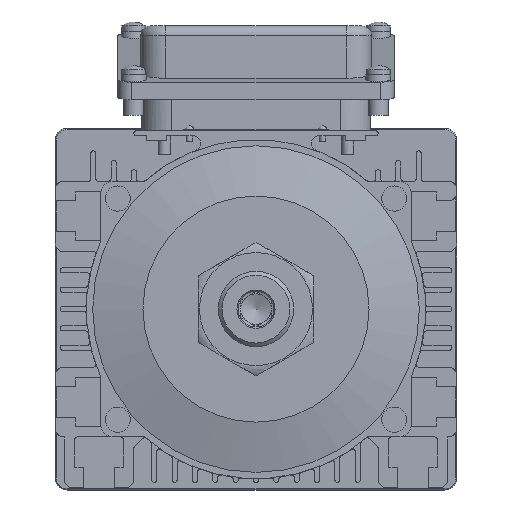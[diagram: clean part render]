
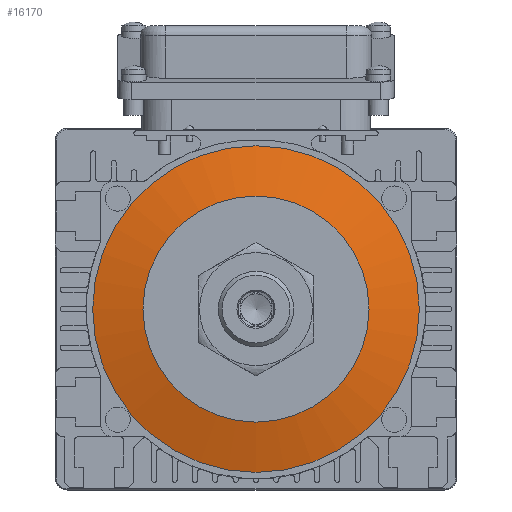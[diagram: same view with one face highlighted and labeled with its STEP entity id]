
A CAD part, front view. The second image highlights one B-rep face of the part: STEP entity #16170.
In plain terms, the highlighted conical face has half-angle 75.964 degrees and reference radius 45 mm.
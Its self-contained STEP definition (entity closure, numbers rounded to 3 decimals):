
#279=CONICAL_SURFACE('',#17297,45.,1.326);
#601=CIRCLE('',#17287,65.);
#606=CIRCLE('',#17296,45.);
#1117=VERTEX_POINT('',#23036);
#1122=VERTEX_POINT('',#23050);
#6507=EDGE_CURVE('',#1117,#1117,#601,.F.);
#6512=EDGE_CURVE('',#1122,#1122,#606,.T.);
#9095=ORIENTED_EDGE('',*,*,#6507,.T.);
#9096=ORIENTED_EDGE('',*,*,#6512,.F.);
#13850=EDGE_LOOP('',(#9095));
#13851=EDGE_LOOP('',(#9096));
#15029=FACE_BOUND('',#13850,.T.);
#15030=FACE_BOUND('',#13851,.T.);
#16170=ADVANCED_FACE('',(#15029,#15030),#279,.T.);
#17287=AXIS2_PLACEMENT_3D('',#23035,#18958,#18959);
#17296=AXIS2_PLACEMENT_3D('',#23049,#18973,#18974);
#17297=AXIS2_PLACEMENT_3D('',#23051,#18975,#18976);
#18958=DIRECTION('',(0.,1.,0.));
#18959=DIRECTION('',(-65.,0.,0.));
#18973=DIRECTION('',(0.,-1.,0.));
#18974=DIRECTION('',(45.,0.,0.));
#18975=DIRECTION('',(0.,1.,0.));
#18976=DIRECTION('',(45.,0.,0.));
#23035=CARTESIAN_POINT('',(0.,-61.,0.));
#23036=CARTESIAN_POINT('',(-65.,-61.,0.));
#23049=CARTESIAN_POINT('',(0.,-66.,0.));
#23050=CARTESIAN_POINT('',(-45.,-66.,0.));
#23051=CARTESIAN_POINT('',(0.,-66.,0.));
